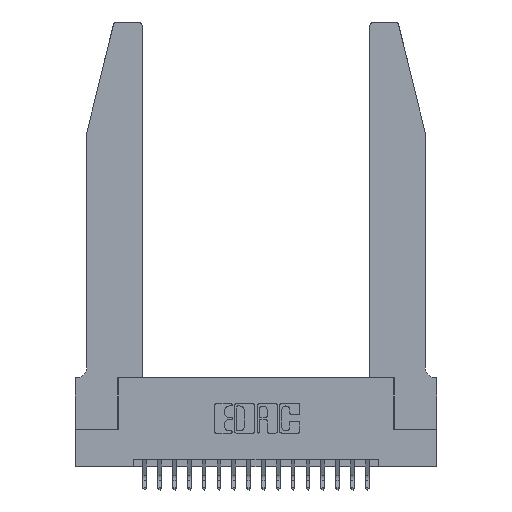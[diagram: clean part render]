
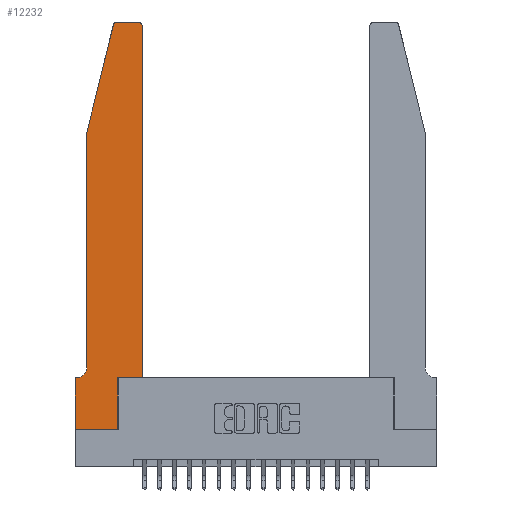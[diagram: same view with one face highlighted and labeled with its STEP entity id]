
A CAD part, top view. The second image highlights one B-rep face of the part: STEP entity #12232.
In plain terms, the highlighted planar face has unit normal (0, 0, 1).
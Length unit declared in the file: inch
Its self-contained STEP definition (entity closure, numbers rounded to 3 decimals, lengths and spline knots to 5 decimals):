
#61 = VECTOR ( 'NONE', #7390, 39.37008 ) ;
#268 = DIRECTION ( 'NONE',  ( -1., 0., 0. ) ) ;
#513 = EDGE_CURVE ( 'NONE', #4413, #2273, #8378, .T. ) ;
#566 = CARTESIAN_POINT ( 'NONE',  ( 0.4205, 2.75, 0.37 ) ) ;
#568 = ORIENTED_EDGE ( 'NONE', *, *, #5793, .T. ) ;
#1209 = ORIENTED_EDGE ( 'NONE', *, *, #18217, .T. ) ;
#1290 = DIRECTION ( 'NONE',  ( 0., 0., 1. ) ) ;
#1618 = VERTEX_POINT ( 'NONE', #14605 ) ;
#1754 = DIRECTION ( 'NONE',  ( -1., 0., 0. ) ) ;
#1904 = DIRECTION ( 'NONE',  ( 1., 0., 0. ) ) ;
#2273 = VERTEX_POINT ( 'NONE', #18727 ) ;
#2509 = CARTESIAN_POINT ( 'NONE',  ( 0.2865, 0.35, 0.37 ) ) ;
#2710 = VERTEX_POINT ( 'NONE', #8902 ) ;
#2767 = EDGE_CURVE ( 'NONE', #15951, #2710, #10863, .T. ) ;
#3126 = CARTESIAN_POINT ( 'NONE',  ( 0.0055, 0.42, 0.37 ) ) ;
#3347 = ORIENTED_EDGE ( 'NONE', *, *, #9123, .T. ) ;
#3848 = DIRECTION ( 'NONE',  ( -0.239, -0.971, 0. ) ) ;
#4028 = ORIENTED_EDGE ( 'NONE', *, *, #10023, .T. ) ;
#4068 = CARTESIAN_POINT ( 'NONE',  ( 0.0755, 2., 0.37 ) ) ;
#4179 = VECTOR ( 'NONE', #1904, 39.37008 ) ;
#4182 = LINE ( 'NONE', #13810, #61 ) ;
#4405 = CARTESIAN_POINT ( 'NONE',  ( 0.4505, 2.72, 0.37 ) ) ;
#4413 = VERTEX_POINT ( 'NONE', #12243 ) ;
#4580 = ORIENTED_EDGE ( 'NONE', *, *, #21009, .T. ) ;
#4668 = LINE ( 'NONE', #8386, #12783 ) ;
#4794 = DIRECTION ( 'NONE',  ( -1., 0., 0. ) ) ;
#4852 = EDGE_CURVE ( 'NONE', #2710, #1618, #15759, .T. ) ;
#4993 = CARTESIAN_POINT ( 'NONE',  ( 0.4505, 0.35, 0.37 ) ) ;
#5231 = ORIENTED_EDGE ( 'NONE', *, *, #10999, .T. ) ;
#5403 = VERTEX_POINT ( 'NONE', #8770 ) ;
#5793 = EDGE_CURVE ( 'NONE', #18387, #15951, #11493, .T. ) ;
#5864 = CIRCLE ( 'NONE', #15723, 0.03 ) ;
#5907 = DIRECTION ( 'NONE',  ( 0., 1., 0. ) ) ;
#6511 = DIRECTION ( 'NONE',  ( 0., 0., 1. ) ) ;
#7207 = VECTOR ( 'NONE', #3848, 39.37008 ) ;
#7347 = VERTEX_POINT ( 'NONE', #4405 ) ;
#7390 = DIRECTION ( 'NONE',  ( 0., 1., 0. ) ) ;
#8117 = CARTESIAN_POINT ( 'NONE',  ( 0.0755, 2., 0.37 ) ) ;
#8378 = LINE ( 'NONE', #13743, #19549 ) ;
#8380 = VERTEX_POINT ( 'NONE', #16024 ) ;
#8386 = CARTESIAN_POINT ( 'NONE',  ( 0.0755, 0.35, 0.37 ) ) ;
#8408 = ORIENTED_EDGE ( 'NONE', *, *, #19156, .T. ) ;
#8770 = CARTESIAN_POINT ( 'NONE',  ( 0.0755, 0.42, 0.37 ) ) ;
#8902 = CARTESIAN_POINT ( 'NONE',  ( 0.25487, 2.72718, 0.37 ) ) ;
#9123 = EDGE_CURVE ( 'NONE', #8380, #12986, #12311, .T. ) ;
#9456 = LINE ( 'NONE', #8117, #13729 ) ;
#9476 = DIRECTION ( 'NONE',  ( 1., 0., 0. ) ) ;
#9579 = DIRECTION ( 'NONE',  ( 0., 0., 1. ) ) ;
#9645 = CARTESIAN_POINT ( 'NONE',  ( 0.284, 2.72, 0.37 ) ) ;
#9804 = AXIS2_PLACEMENT_3D ( 'NONE', #3126, #14468, #4794 ) ;
#10023 = EDGE_CURVE ( 'NONE', #2273, #8380, #12759, .T. ) ;
#10193 = CARTESIAN_POINT ( 'NONE',  ( 0., 0.35, 0.37 ) ) ;
#10366 = AXIS2_PLACEMENT_3D ( 'NONE', #11156, #1290, #12814 ) ;
#10863 = CIRCLE ( 'NONE', #13215, 0.03 ) ;
#10999 = EDGE_CURVE ( 'NONE', #5403, #14276, #11508, .T. ) ;
#11156 = CARTESIAN_POINT ( 'NONE',  ( 0., 0.35, 0.37 ) ) ;
#11225 = ORIENTED_EDGE ( 'NONE', *, *, #12317, .T. ) ;
#11493 = LINE ( 'NONE', #16672, #15722 ) ;
#11508 = CIRCLE ( 'NONE', #9804, 0.07 ) ;
#12232 = ADVANCED_FACE ( 'NONE', ( #19596 ), #19095, .T. ) ;
#12243 = CARTESIAN_POINT ( 'NONE',  ( 0., 0., 0.37 ) ) ;
#12270 = VECTOR ( 'NONE', #5907, 39.37008 ) ;
#12311 = LINE ( 'NONE', #13361, #4179 ) ;
#12317 = EDGE_CURVE ( 'NONE', #7347, #18387, #5864, .T. ) ;
#12759 = LINE ( 'NONE', #2509, #12270 ) ;
#12783 = VECTOR ( 'NONE', #1754, 39.37008 ) ;
#12814 = DIRECTION ( 'NONE',  ( 1., 0., 0. ) ) ;
#12935 = VECTOR ( 'NONE', #19506, 39.37008 ) ;
#12986 = VERTEX_POINT ( 'NONE', #4993 ) ;
#13215 = AXIS2_PLACEMENT_3D ( 'NONE', #9645, #9579, #9476 ) ;
#13361 = CARTESIAN_POINT ( 'NONE',  ( 0.4505, 0.35, 0.37 ) ) ;
#13614 = ORIENTED_EDGE ( 'NONE', *, *, #17764, .T. ) ;
#13720 = DIRECTION ( 'NONE',  ( 1., 0., 0. ) ) ;
#13729 = VECTOR ( 'NONE', #20801, 39.37008 ) ;
#13743 = CARTESIAN_POINT ( 'NONE',  ( 0., 0., 0.37 ) ) ;
#13810 = CARTESIAN_POINT ( 'NONE',  ( 0.4505, 0.35, 0.37 ) ) ;
#14276 = VERTEX_POINT ( 'NONE', #16114 ) ;
#14406 = ORIENTED_EDGE ( 'NONE', *, *, #513, .T. ) ;
#14468 = DIRECTION ( 'NONE',  ( 0., 0., -1. ) ) ;
#14605 = CARTESIAN_POINT ( 'NONE',  ( 0.0755, 2., 0.37 ) ) ;
#15722 = VECTOR ( 'NONE', #268, 39.37008 ) ;
#15723 = AXIS2_PLACEMENT_3D ( 'NONE', #16150, #6511, #17762 ) ;
#15759 = LINE ( 'NONE', #4068, #7207 ) ;
#15951 = VERTEX_POINT ( 'NONE', #20884 ) ;
#16024 = CARTESIAN_POINT ( 'NONE',  ( 0.2865, 0.35, 0.37 ) ) ;
#16114 = CARTESIAN_POINT ( 'NONE',  ( 0.0055, 0.35, 0.37 ) ) ;
#16150 = CARTESIAN_POINT ( 'NONE',  ( 0.4205, 2.72, 0.37 ) ) ;
#16642 = ORIENTED_EDGE ( 'NONE', *, *, #4852, .T. ) ;
#16672 = CARTESIAN_POINT ( 'NONE',  ( 0.2605, 2.75, 0.37 ) ) ;
#16988 = VERTEX_POINT ( 'NONE', #10193 ) ;
#17186 = LINE ( 'NONE', #17991, #12935 ) ;
#17762 = DIRECTION ( 'NONE',  ( 1., 0., 0. ) ) ;
#17764 = EDGE_CURVE ( 'NONE', #12986, #7347, #4182, .T. ) ;
#17991 = CARTESIAN_POINT ( 'NONE',  ( 0., 0., 0.37 ) ) ;
#18217 = EDGE_CURVE ( 'NONE', #14276, #16988, #4668, .T. ) ;
#18387 = VERTEX_POINT ( 'NONE', #566 ) ;
#18708 = ORIENTED_EDGE ( 'NONE', *, *, #2767, .T. ) ;
#18727 = CARTESIAN_POINT ( 'NONE',  ( 0.2865, 0., 0.37 ) ) ;
#19095 = PLANE ( 'NONE',  #10366 ) ;
#19156 = EDGE_CURVE ( 'NONE', #1618, #5403, #9456, .T. ) ;
#19175 = EDGE_LOOP ( 'NONE', ( #568, #18708, #16642, #8408, #5231, #1209, #4580, #14406, #4028, #3347, #13614, #11225 ) ) ;
#19506 = DIRECTION ( 'NONE',  ( 0., -1., 0. ) ) ;
#19549 = VECTOR ( 'NONE', #13720, 39.37008 ) ;
#19596 = FACE_OUTER_BOUND ( 'NONE', #19175, .T. ) ;
#20801 = DIRECTION ( 'NONE',  ( 0., -1., 0. ) ) ;
#20884 = CARTESIAN_POINT ( 'NONE',  ( 0.284, 2.75, 0.37 ) ) ;
#21009 = EDGE_CURVE ( 'NONE', #16988, #4413, #17186, .T. ) ;
